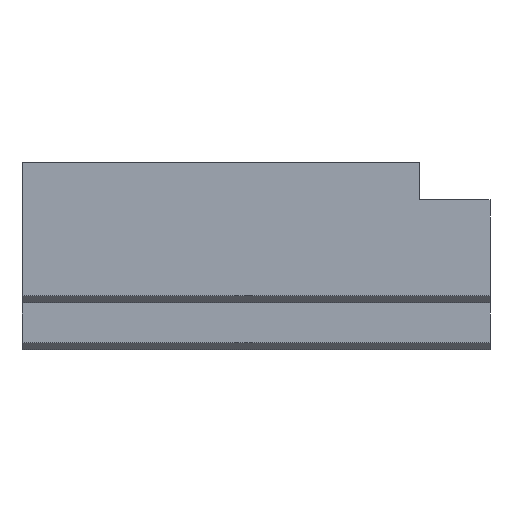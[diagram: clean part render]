
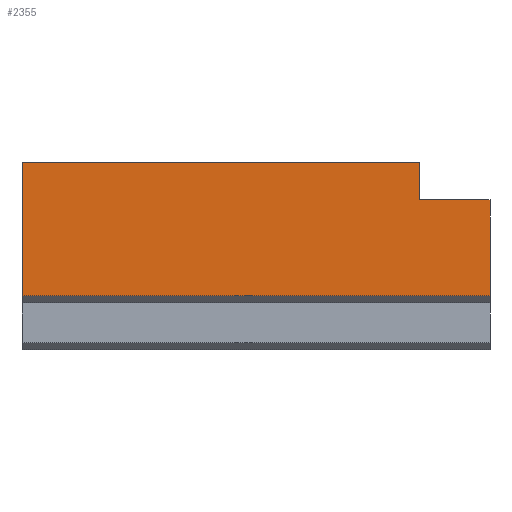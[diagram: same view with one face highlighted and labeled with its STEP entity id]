
A CAD part, front view. The second image highlights one B-rep face of the part: STEP entity #2355.
In plain terms, the highlighted planar face has unit normal (0, -1, 0).
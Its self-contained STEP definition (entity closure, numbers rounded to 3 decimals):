
#358=FACE_OUTER_BOUND('',#495,.T.);
#495=EDGE_LOOP('',(#2169,#2170,#2171,#2172,#2173,#2174));
#508=LINE('',#2815,#715);
#522=LINE('',#2843,#729);
#531=LINE('',#2861,#738);
#694=LINE('',#4557,#901);
#701=LINE('',#4584,#908);
#702=LINE('',#4587,#909);
#715=VECTOR('',#2462,10.);
#729=VECTOR('',#2486,10.);
#738=VECTOR('',#2503,10.);
#901=VECTOR('',#2742,10.);
#908=VECTOR('',#2775,10.);
#909=VECTOR('',#2780,10.);
#922=VERTEX_POINT('',#2812);
#923=VERTEX_POINT('',#2814);
#932=VERTEX_POINT('',#2842);
#937=VERTEX_POINT('',#2860);
#1132=VERTEX_POINT('',#4556);
#1139=VERTEX_POINT('',#4582);
#1154=EDGE_CURVE('',#923,#922,#508,.T.);
#1168=EDGE_CURVE('',#923,#932,#522,.T.);
#1177=EDGE_CURVE('',#932,#937,#531,.T.);
#1470=EDGE_CURVE('',#937,#1132,#694,.T.);
#1483=EDGE_CURVE('',#1139,#1132,#701,.T.);
#1484=EDGE_CURVE('',#1139,#922,#702,.T.);
#2169=ORIENTED_EDGE('',*,*,#1168,.F.);
#2170=ORIENTED_EDGE('',*,*,#1154,.T.);
#2171=ORIENTED_EDGE('',*,*,#1484,.F.);
#2172=ORIENTED_EDGE('',*,*,#1483,.T.);
#2173=ORIENTED_EDGE('',*,*,#1470,.F.);
#2174=ORIENTED_EDGE('',*,*,#1177,.F.);
#2230=PLANE('',#2437);
#2355=ADVANCED_FACE('',(#358),#2230,.T.);
#2437=AXIS2_PLACEMENT_3D('',#4588,#2781,#2782);
#2462=DIRECTION('',(0.,0.,1.));
#2486=DIRECTION('',(-1.,0.,0.));
#2503=DIRECTION('',(0.,0.,1.));
#2742=DIRECTION('',(1.,0.,0.));
#2775=DIRECTION('',(0.,0.,1.));
#2780=DIRECTION('',(1.,0.,0.));
#2781=DIRECTION('center_axis',(0.,-1.,0.));
#2782=DIRECTION('ref_axis',(1.,0.,0.));
#2812=CARTESIAN_POINT('',(20.,0.,6.4));
#2814=CARTESIAN_POINT('',(20.,0.,2.3));
#2815=CARTESIAN_POINT('',(20.,0.,0.));
#2842=CARTESIAN_POINT('',(0.,0.,2.3));
#2843=CARTESIAN_POINT('',(5.,0.,2.3));
#2860=CARTESIAN_POINT('',(0.,0.,8.));
#2861=CARTESIAN_POINT('',(0.,0.,0.));
#4556=CARTESIAN_POINT('',(17.,0.,8.));
#4557=CARTESIAN_POINT('',(17.,0.,8.));
#4582=CARTESIAN_POINT('',(17.,0.,6.4));
#4584=CARTESIAN_POINT('',(17.,0.,6.4));
#4587=CARTESIAN_POINT('',(0.,0.,6.4));
#4588=CARTESIAN_POINT('Origin',(0.,0.,0.));
